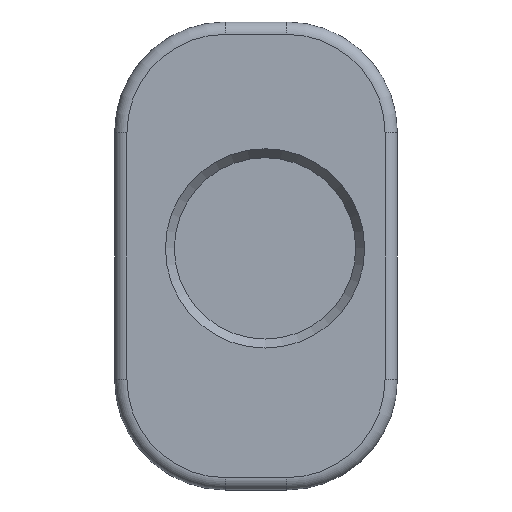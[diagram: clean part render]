
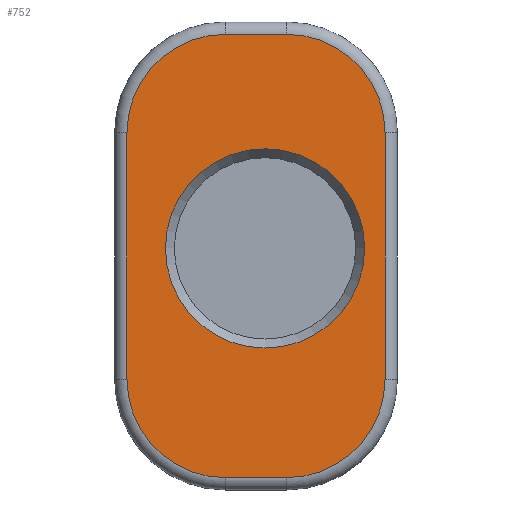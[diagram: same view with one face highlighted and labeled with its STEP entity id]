
A CAD part, front view. The second image highlights one B-rep face of the part: STEP entity #752.
In plain terms, the highlighted planar face has unit normal (0, -1, 0).
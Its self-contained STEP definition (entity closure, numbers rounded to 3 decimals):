
#48=FACE_BOUND('',#147,.T.);
#59=PLANE('',#841);
#92=FACE_OUTER_BOUND('',#146,.T.);
#146=EDGE_LOOP('',(#590,#591,#592,#593,#594,#595,#596,#597));
#147=EDGE_LOOP('',(#598));
#226=LINE('',#1370,#275);
#227=LINE('',#1374,#276);
#228=LINE('',#1378,#277);
#229=LINE('',#1381,#278);
#275=VECTOR('',#1032,1000.);
#276=VECTOR('',#1035,1000.);
#277=VECTOR('',#1038,1000.);
#278=VECTOR('',#1041,1000.);
#280=CIRCLE('',#802,2.017);
#301=CIRCLE('',#842,1.987);
#302=CIRCLE('',#843,1.987);
#303=CIRCLE('',#844,1.987);
#304=CIRCLE('',#845,1.987);
#330=VERTEX_POINT('',#1152);
#383=VERTEX_POINT('',#1366);
#384=VERTEX_POINT('',#1367);
#385=VERTEX_POINT('',#1369);
#386=VERTEX_POINT('',#1371);
#387=VERTEX_POINT('',#1373);
#388=VERTEX_POINT('',#1375);
#389=VERTEX_POINT('',#1377);
#390=VERTEX_POINT('',#1379);
#393=EDGE_CURVE('',#330,#330,#280,.T.);
#462=EDGE_CURVE('',#383,#384,#301,.T.);
#463=EDGE_CURVE('',#384,#385,#226,.T.);
#464=EDGE_CURVE('',#385,#386,#302,.T.);
#465=EDGE_CURVE('',#386,#387,#227,.T.);
#466=EDGE_CURVE('',#387,#388,#303,.T.);
#467=EDGE_CURVE('',#388,#389,#228,.T.);
#468=EDGE_CURVE('',#389,#390,#304,.T.);
#469=EDGE_CURVE('',#390,#383,#229,.T.);
#590=ORIENTED_EDGE('',*,*,#462,.T.);
#591=ORIENTED_EDGE('',*,*,#463,.T.);
#592=ORIENTED_EDGE('',*,*,#464,.T.);
#593=ORIENTED_EDGE('',*,*,#465,.T.);
#594=ORIENTED_EDGE('',*,*,#466,.T.);
#595=ORIENTED_EDGE('',*,*,#467,.T.);
#596=ORIENTED_EDGE('',*,*,#468,.T.);
#597=ORIENTED_EDGE('',*,*,#469,.T.);
#598=ORIENTED_EDGE('',*,*,#393,.F.);
#752=ADVANCED_FACE('',(#92,#48),#59,.F.);
#802=AXIS2_PLACEMENT_3D('',#1154,#906,#907);
#841=AXIS2_PLACEMENT_3D('',#1365,#1028,#1029);
#842=AXIS2_PLACEMENT_3D('',#1368,#1030,#1031);
#843=AXIS2_PLACEMENT_3D('',#1372,#1033,#1034);
#844=AXIS2_PLACEMENT_3D('',#1376,#1036,#1037);
#845=AXIS2_PLACEMENT_3D('',#1380,#1039,#1040);
#906=DIRECTION('center_axis',(0.,-1.,0.));
#907=DIRECTION('ref_axis',(0.,0.,1.));
#1028=DIRECTION('center_axis',(0.,1.,0.));
#1029=DIRECTION('ref_axis',(0.,0.,1.));
#1030=DIRECTION('center_axis',(0.,-1.,0.));
#1031=DIRECTION('ref_axis',(0.,0.,1.));
#1032=DIRECTION('',(0.,0.,-1.));
#1033=DIRECTION('center_axis',(0.,-1.,0.));
#1034=DIRECTION('ref_axis',(0.,0.,1.));
#1035=DIRECTION('',(1.,0.,0.));
#1036=DIRECTION('center_axis',(0.,-1.,0.));
#1037=DIRECTION('ref_axis',(0.,0.,1.));
#1038=DIRECTION('',(0.,0.,1.));
#1039=DIRECTION('center_axis',(0.,-1.,0.));
#1040=DIRECTION('ref_axis',(0.,0.,1.));
#1041=DIRECTION('',(-1.,0.,0.));
#1152=CARTESIAN_POINT('',(-60.681,-8.,16.181));
#1154=CARTESIAN_POINT('Origin',(-60.681,-8.,14.164));
#1365=CARTESIAN_POINT('Origin',(-60.239,-8.,16.51));
#1366=CARTESIAN_POINT('',(-61.489,-8.,18.497));
#1367=CARTESIAN_POINT('',(-63.476,-8.,16.51));
#1368=CARTESIAN_POINT('Origin',(-61.489,-8.,16.51));
#1369=CARTESIAN_POINT('',(-63.476,-8.,11.51));
#1370=CARTESIAN_POINT('',(-63.476,-8.,11.51));
#1371=CARTESIAN_POINT('',(-61.489,-8.,9.523));
#1372=CARTESIAN_POINT('Origin',(-61.489,-8.,11.51));
#1373=CARTESIAN_POINT('',(-60.239,-8.,9.523));
#1374=CARTESIAN_POINT('',(-60.239,-8.,9.523));
#1375=CARTESIAN_POINT('',(-58.252,-8.,11.51));
#1376=CARTESIAN_POINT('Origin',(-60.239,-8.,11.51));
#1377=CARTESIAN_POINT('',(-58.252,-8.,16.51));
#1378=CARTESIAN_POINT('',(-58.252,-8.,16.51));
#1379=CARTESIAN_POINT('',(-60.239,-8.,18.497));
#1380=CARTESIAN_POINT('Origin',(-60.239,-8.,16.51));
#1381=CARTESIAN_POINT('',(-61.489,-8.,18.497));
